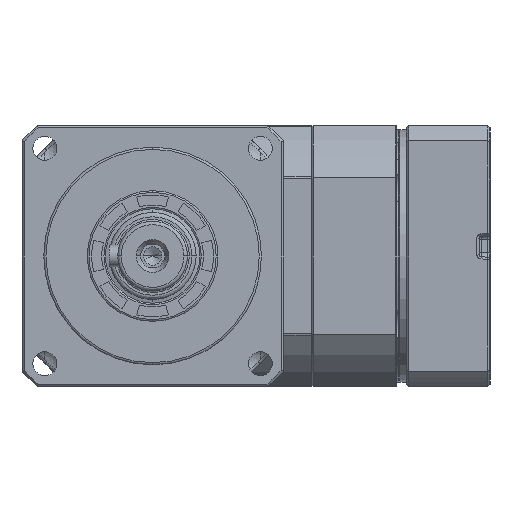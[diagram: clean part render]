
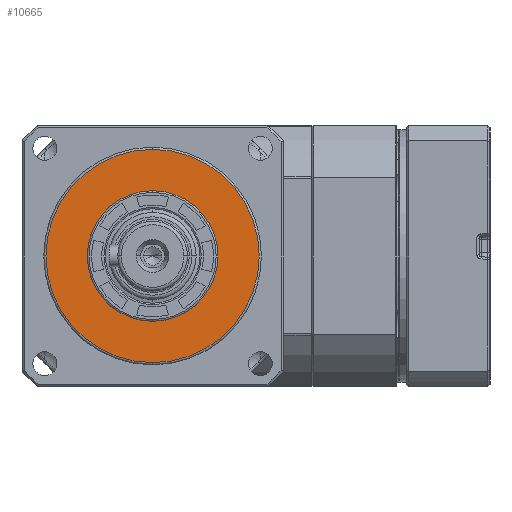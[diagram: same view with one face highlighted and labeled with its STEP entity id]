
A CAD part, left-side view. The second image highlights one B-rep face of the part: STEP entity #10665.
In plain terms, the highlighted planar face has unit normal (-1, 0, 0).
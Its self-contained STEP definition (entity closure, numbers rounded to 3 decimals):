
#575 = ORIENTED_EDGE ( 'NONE', *, *, #27801, .F. ) ;
#843 = ORIENTED_EDGE ( 'NONE', *, *, #18550, .T. ) ;
#1687 = DIRECTION ( 'NONE',  ( 0., 0., 1. ) ) ;
#2188 = DIRECTION ( 'NONE',  ( 0., 0., 1. ) ) ;
#2261 = DIRECTION ( 'NONE',  ( -1., 0., 0. ) ) ;
#3855 = CARTESIAN_POINT ( 'NONE',  ( 2., 0., 0. ) ) ;
#3925 = CIRCLE ( 'NONE', #36411, 15. ) ;
#4588 = DIRECTION ( 'NONE',  ( -1., 0., 0. ) ) ;
#5032 = FACE_BOUND ( 'NONE', #29891, .T. ) ;
#5933 = DIRECTION ( 'NONE',  ( 1., 0., 0. ) ) ;
#6195 = VERTEX_POINT ( 'NONE', #11330 ) ;
#6426 = FACE_OUTER_BOUND ( 'NONE', #23341, .T. ) ;
#8756 = ORIENTED_EDGE ( 'NONE', *, *, #30779, .F. ) ;
#10665 = ADVANCED_FACE ( 'NONE', ( #5032, #6426 ), #29471, .F. ) ;
#11330 = CARTESIAN_POINT ( 'NONE',  ( 2., 0., -24.5 ) ) ;
#12581 = ORIENTED_EDGE ( 'NONE', *, *, #25694, .T. ) ;
#12780 = CIRCLE ( 'NONE', #36065, 24.5 ) ;
#14086 = CARTESIAN_POINT ( 'NONE',  ( 2., 0., 0. ) ) ;
#15108 = CIRCLE ( 'NONE', #25337, 15. ) ;
#16965 = CARTESIAN_POINT ( 'NONE',  ( 2., 0., 0. ) ) ;
#17324 = DIRECTION ( 'NONE',  ( 0., 0., -1. ) ) ;
#17684 = VERTEX_POINT ( 'NONE', #25654 ) ;
#18550 = EDGE_CURVE ( 'NONE', #6195, #17684, #12780, .T. ) ;
#20483 = AXIS2_PLACEMENT_3D ( 'NONE', #20781, #5933, #17324 ) ;
#20781 = CARTESIAN_POINT ( 'NONE',  ( 2., 21.693, 0. ) ) ;
#22615 = AXIS2_PLACEMENT_3D ( 'NONE', #31602, #37496, #37379 ) ;
#23341 = EDGE_LOOP ( 'NONE', ( #12581, #843 ) ) ;
#23737 = CARTESIAN_POINT ( 'NONE',  ( 2., 0., 15. ) ) ;
#25011 = CIRCLE ( 'NONE', #22615, 24.5 ) ;
#25337 = AXIS2_PLACEMENT_3D ( 'NONE', #16965, #2261, #33912 ) ;
#25654 = CARTESIAN_POINT ( 'NONE',  ( 2., 0., 24.5 ) ) ;
#25694 = EDGE_CURVE ( 'NONE', #17684, #6195, #25011, .T. ) ;
#27801 = EDGE_CURVE ( 'NONE', #32714, #29817, #15108, .T. ) ;
#29471 = PLANE ( 'NONE',  #20483 ) ;
#29817 = VERTEX_POINT ( 'NONE', #23737 ) ;
#29891 = EDGE_LOOP ( 'NONE', ( #8756, #575 ) ) ;
#30779 = EDGE_CURVE ( 'NONE', #29817, #32714, #3925, .T. ) ;
#31602 = CARTESIAN_POINT ( 'NONE',  ( 2., 0., 0. ) ) ;
#32305 = CARTESIAN_POINT ( 'NONE',  ( 2., 0., -15. ) ) ;
#32714 = VERTEX_POINT ( 'NONE', #32305 ) ;
#33912 = DIRECTION ( 'NONE',  ( 0., 0., 1. ) ) ;
#34226 = DIRECTION ( 'NONE',  ( -1., 0., 0. ) ) ;
#36065 = AXIS2_PLACEMENT_3D ( 'NONE', #14086, #34226, #2188 ) ;
#36411 = AXIS2_PLACEMENT_3D ( 'NONE', #3855, #4588, #1687 ) ;
#37379 = DIRECTION ( 'NONE',  ( 0., 0., 1. ) ) ;
#37496 = DIRECTION ( 'NONE',  ( -1., 0., 0. ) ) ;
